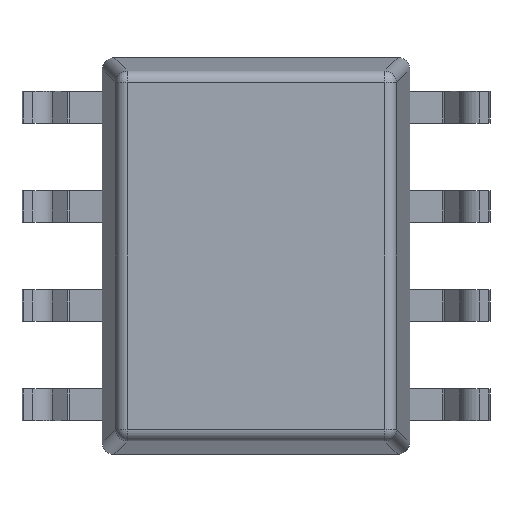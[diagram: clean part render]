
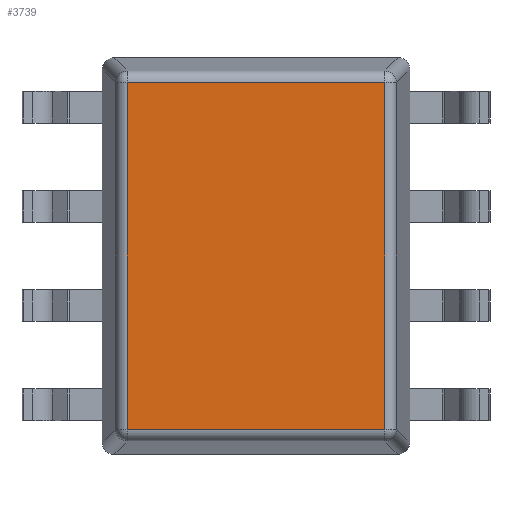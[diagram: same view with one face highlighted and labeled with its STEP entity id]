
A CAD part, front view. The second image highlights one B-rep face of the part: STEP entity #3739.
In plain terms, the highlighted planar face has unit normal (0, -1, 0).
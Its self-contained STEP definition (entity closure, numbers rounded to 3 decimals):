
#7 = ORIENTED_EDGE ( 'NONE', *, *, #4292, .T. ) ;
#194 = VECTOR ( 'NONE', #4222, 1000. ) ;
#445 = CARTESIAN_POINT ( 'NONE',  ( 0., 0.305, 0. ) ) ;
#513 = VECTOR ( 'NONE', #3189, 1000. ) ;
#591 = LINE ( 'NONE', #1336, #4120 ) ;
#729 = ORIENTED_EDGE ( 'NONE', *, *, #1220, .T. ) ;
#904 = CARTESIAN_POINT ( 'NONE',  ( -1.649, 0.305, 2.22 ) ) ;
#966 = LINE ( 'NONE', #3072, #194 ) ;
#1152 = VERTEX_POINT ( 'NONE', #904 ) ;
#1220 = EDGE_CURVE ( 'NONE', #3529, #3411, #591, .T. ) ;
#1336 = CARTESIAN_POINT ( 'NONE',  ( 0., 0.305, -2.22 ) ) ;
#1373 = LINE ( 'NONE', #2437, #513 ) ;
#1546 = FACE_OUTER_BOUND ( 'NONE', #3256, .T. ) ;
#1554 = EDGE_CURVE ( 'NONE', #1152, #3529, #1373, .T. ) ;
#1750 = CARTESIAN_POINT ( 'NONE',  ( 1.649, 0.305, -2.22 ) ) ;
#1949 = LINE ( 'NONE', #4463, #2656 ) ;
#2221 = VERTEX_POINT ( 'NONE', #2303 ) ;
#2282 = DIRECTION ( 'NONE',  ( 0., 0., 1. ) ) ;
#2299 = PLANE ( 'NONE',  #2417 ) ;
#2303 = CARTESIAN_POINT ( 'NONE',  ( 1.649, 0.305, 2.22 ) ) ;
#2417 = AXIS2_PLACEMENT_3D ( 'NONE', #445, #3754, #4478 ) ;
#2437 = CARTESIAN_POINT ( 'NONE',  ( -1.649, 0.305, 0. ) ) ;
#2656 = VECTOR ( 'NONE', #2282, 1000. ) ;
#2791 = DIRECTION ( 'NONE',  ( 1., 0., 0. ) ) ;
#3036 = ORIENTED_EDGE ( 'NONE', *, *, #1554, .T. ) ;
#3072 = CARTESIAN_POINT ( 'NONE',  ( 0., 0.305, 2.22 ) ) ;
#3189 = DIRECTION ( 'NONE',  ( 0., 0., -1. ) ) ;
#3256 = EDGE_LOOP ( 'NONE', ( #7, #4491, #3036, #729 ) ) ;
#3411 = VERTEX_POINT ( 'NONE', #1750 ) ;
#3529 = VERTEX_POINT ( 'NONE', #3885 ) ;
#3739 = ADVANCED_FACE ( 'NONE', ( #1546 ), #2299, .T. ) ;
#3754 = DIRECTION ( 'NONE',  ( 0., -1., 0. ) ) ;
#3885 = CARTESIAN_POINT ( 'NONE',  ( -1.649, 0.305, -2.22 ) ) ;
#4120 = VECTOR ( 'NONE', #2791, 1000. ) ;
#4187 = EDGE_CURVE ( 'NONE', #2221, #1152, #966, .T. ) ;
#4222 = DIRECTION ( 'NONE',  ( -1., 0., 0. ) ) ;
#4292 = EDGE_CURVE ( 'NONE', #3411, #2221, #1949, .T. ) ;
#4463 = CARTESIAN_POINT ( 'NONE',  ( 1.649, 0.305, 0. ) ) ;
#4478 = DIRECTION ( 'NONE',  ( 0., 0., -1. ) ) ;
#4491 = ORIENTED_EDGE ( 'NONE', *, *, #4187, .T. ) ;
